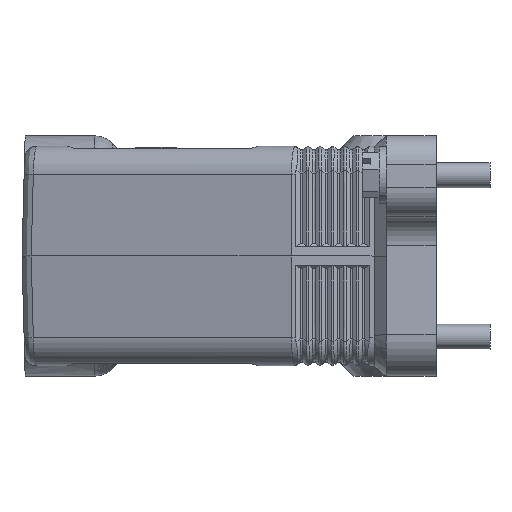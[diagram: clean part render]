
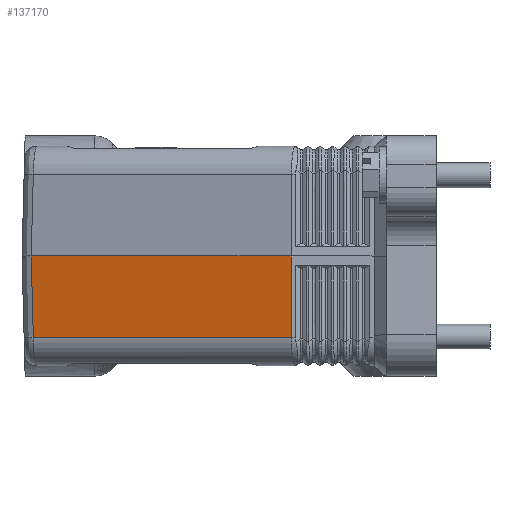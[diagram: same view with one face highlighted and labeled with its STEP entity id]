
A CAD part, left-side view. The second image highlights one B-rep face of the part: STEP entity #137170.
In plain terms, the highlighted planar face has unit normal (-0.966, 0.259, -0.026).
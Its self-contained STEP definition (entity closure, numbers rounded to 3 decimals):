
#101810=CARTESIAN_POINT('',(74.385,31.294,-26.));
#101820=VERTEX_POINT('',#101810);
#136750=CARTESIAN_POINT('',(95.139,106.118,
-51.991));
#136760=DIRECTION('',(0.966,-0.259,
0.026));
#136770=DIRECTION('',(0.259,0.966,0.));
#136780=AXIS2_PLACEMENT_3D('',#136750,#136760,#136770);
#136790=PLANE('',#136780);
#136800=CARTESIAN_POINT('',(91.602,93.556,
-45.683));
#136810=CARTESIAN_POINT('',(91.599,93.559,
-45.562));
#136820=CARTESIAN_POINT('',(91.597,93.562,
-45.44));
#136830=CARTESIAN_POINT('',(91.467,93.731,
-39.001));
#136840=CARTESIAN_POINT('',(91.34,93.896,
-32.683));
#136850=CARTESIAN_POINT('',(91.211,94.065,
-26.243));
#136860=CARTESIAN_POINT('',(91.208,94.068,
-26.122));
#136870=CARTESIAN_POINT('',(91.206,94.071,
-26.));
#136880=B_SPLINE_CURVE_WITH_KNOTS('',3,(#136800,#136810,#136820,#136830,
#136840,#136850,#136860,#136870),.UNSPECIFIED.,.F.,.F.,(4,2,2,4),(0.,
0.365,19.329,19.694),.UNSPECIFIED.);
#136890=CARTESIAN_POINT('',(91.602,93.556,
-45.683));
#136900=VERTEX_POINT('',#136890);
#136910=CARTESIAN_POINT('',(91.206,94.071,
-26.));
#136920=VERTEX_POINT('',#136910);
#136930=EDGE_CURVE('',#136900,#136920,#136880,.T.);
#136940=ORIENTED_EDGE('',*,*,#136930,.F.);
#136950=CARTESIAN_POINT('',(66.,0.,-26.));
#136960=DIRECTION('',(0.259,0.966,0.));
#136970=VECTOR('',#136960,1.);
#136980=LINE('',#136950,#136970);
#136990=EDGE_CURVE('',#101820,#136920,#136980,.T.);
#137000=ORIENTED_EDGE('',*,*,#136990,.T.);
#137010=CARTESIAN_POINT('',(73.704,31.384,0.));
#137020=DIRECTION('',(0.026,-0.003,
-1.));
#137030=VECTOR('',#137020,1.);
#137040=LINE('',#137010,#137030);
#137050=CARTESIAN_POINT('',(74.9,31.226,
-45.683));
#137060=VERTEX_POINT('',#137050);
#137070=EDGE_CURVE('',#101820,#137060,#137040,.T.);
#137080=ORIENTED_EDGE('',*,*,#137070,.F.);
#137090=CARTESIAN_POINT('',(94.979,106.161,
-45.683));
#137100=DIRECTION('',(0.259,0.966,0.));
#137110=VECTOR('',#137100,1.);
#137120=LINE('',#137090,#137110);
#137130=EDGE_CURVE('',#137060,#136900,#137120,.T.);
#137140=ORIENTED_EDGE('',*,*,#137130,.F.);
#137150=EDGE_LOOP('',(#137140,#137080,#137000,#136940));
#137160=FACE_OUTER_BOUND('',#137150,.T.);
#137170=ADVANCED_FACE('',(#137160),#136790,.F.);
